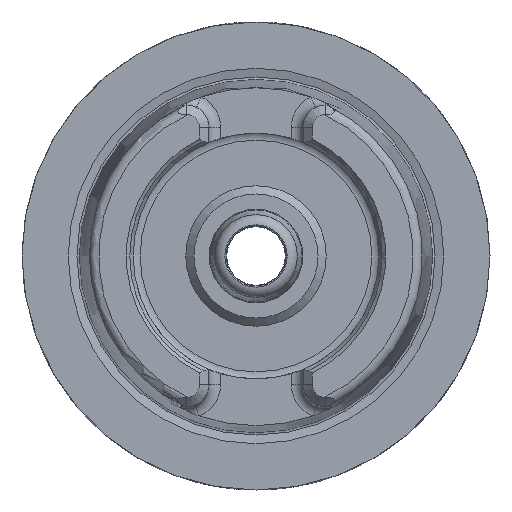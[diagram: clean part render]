
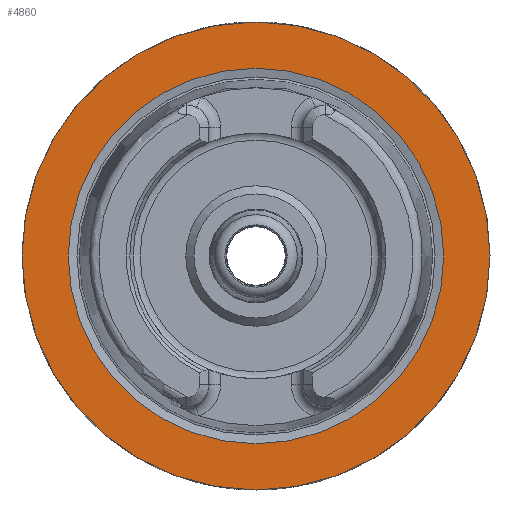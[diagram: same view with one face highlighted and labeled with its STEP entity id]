
A CAD part, left-side view. The second image highlights one B-rep face of the part: STEP entity #4860.
In plain terms, the highlighted planar face has unit normal (-1, 0, 0).
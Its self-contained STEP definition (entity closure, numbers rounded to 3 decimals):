
#3947=CARTESIAN_POINT('',(0.0,20.0,0.0));
#3948=VERTEX_POINT('',#3947);
#3949=CARTESIAN_POINT('',(0.0,0.0,0.0));
#3950=DIRECTION('',(1.0,0.0,0.0));
#3951=DIRECTION('',(0.0,1.0,0.0));
#3952=AXIS2_PLACEMENT_3D('',#3949,#3950,#3951);
#3953=CIRCLE('',#3952,20.0);
#3954=EDGE_CURVE('',#3948,#3948,#3953,.T.);
#4834=CARTESIAN_POINT('',(0.0,16.046,0.0));
#4835=VERTEX_POINT('',#4834);
#4836=CARTESIAN_POINT('',(0.0,0.0,0.0));
#4837=DIRECTION('',(1.0,0.0,0.0));
#4838=DIRECTION('',(0.0,1.0,0.0));
#4839=AXIS2_PLACEMENT_3D('',#4836,#4837,#4838);
#4840=CIRCLE('',#4839,16.046);
#4841=EDGE_CURVE('',#4835,#4835,#4840,.T.);
#4849=CARTESIAN_POINT('',(0.0,18.023,0.0));
#4850=DIRECTION('',(-1.0,0.0,0.0));
#4851=DIRECTION('',(0.0,0.0,1.0));
#4852=AXIS2_PLACEMENT_3D('',#4849,#4850,#4851);
#4853=PLANE('',#4852);
#4854=ORIENTED_EDGE('',*,*,#3954,.F.);
#4855=EDGE_LOOP('',(#4854));
#4856=FACE_OUTER_BOUND('',#4855,.T.);
#4857=ORIENTED_EDGE('',*,*,#4841,.T.);
#4858=EDGE_LOOP('',(#4857));
#4859=FACE_BOUND('',#4858,.T.);
#4860=ADVANCED_FACE('',(#4856,#4859),#4853,.T.);
